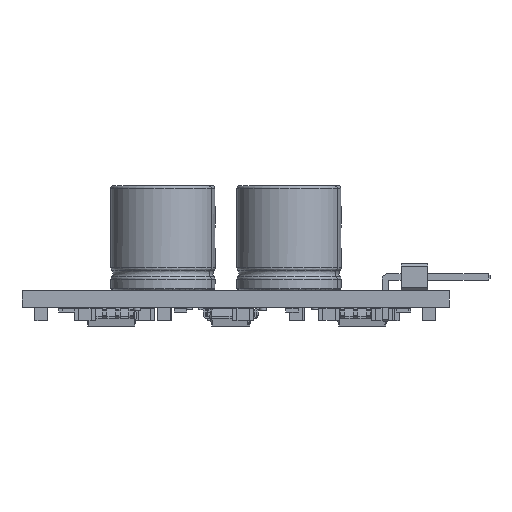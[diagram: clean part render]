
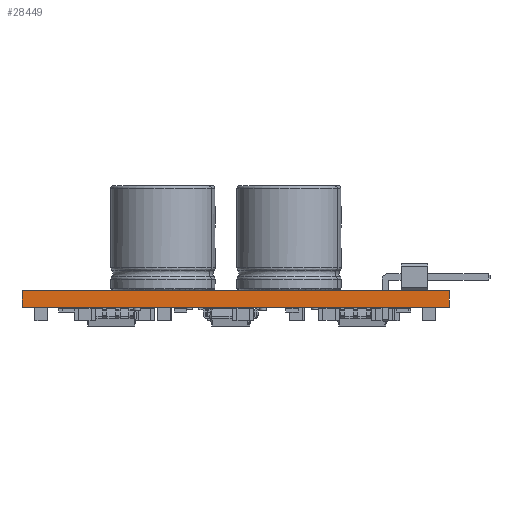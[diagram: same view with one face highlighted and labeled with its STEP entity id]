
A CAD part, front view. The second image highlights one B-rep face of the part: STEP entity #28449.
In plain terms, the highlighted planar face has unit normal (0, -1, 0).
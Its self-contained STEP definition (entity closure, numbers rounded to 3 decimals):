
#25360 = PLANE('',#25361);
#25361 = AXIS2_PLACEMENT_3D('',#25362,#25363,#25364);
#25362 = CARTESIAN_POINT('',(126.6,-131.9,0.));
#25363 = DIRECTION('',(-1.,0.,0.));
#25364 = DIRECTION('',(0.,1.,0.));
#25388 = PLANE('',#25389);
#25389 = AXIS2_PLACEMENT_3D('',#25390,#25391,#25392);
#25390 = CARTESIAN_POINT('',(147.088,-96.158,1.6));
#25391 = DIRECTION('',(0.,0.,-1.));
#25392 = DIRECTION('',(-1.,0.,0.));
#25416 = PLANE('',#25417);
#25417 = AXIS2_PLACEMENT_3D('',#25418,#25419,#25420);
#25418 = CARTESIAN_POINT('',(167.55,-60.4,0.));
#25419 = DIRECTION('',(1.,0.001,0.));
#25420 = DIRECTION('',(0.001,-1.,0.));
#25442 = PLANE('',#25443);
#25443 = AXIS2_PLACEMENT_3D('',#25444,#25445,#25446);
#25444 = CARTESIAN_POINT('',(147.088,-96.158,0.));
#25445 = DIRECTION('',(0.,0.,-1.));
#25446 = DIRECTION('',(-1.,0.,0.));
#25457 = EDGE_CURVE('',#25458,#25460,#25462,.T.);
#25458 = VERTEX_POINT('',#25459);
#25459 = CARTESIAN_POINT('',(126.6,-131.9,0.));
#25460 = VERTEX_POINT('',#25461);
#25461 = CARTESIAN_POINT('',(126.6,-131.9,1.6));
#25462 = SURFACE_CURVE('',#25463,(#25467,#25474),.PCURVE_S1.);
#25463 = LINE('',#25464,#25465);
#25464 = CARTESIAN_POINT('',(126.6,-131.9,0.));
#25465 = VECTOR('',#25466,1.);
#25466 = DIRECTION('',(0.,0.,1.));
#25467 = PCURVE('',#25360,#25468);
#25468 = DEFINITIONAL_REPRESENTATION('',(#25469),#25473);
#25469 = LINE('',#25470,#25471);
#25470 = CARTESIAN_POINT('',(0.,0.));
#25471 = VECTOR('',#25472,1.);
#25472 = DIRECTION('',(0.,-1.));
#25473 = ( GEOMETRIC_REPRESENTATION_CONTEXT(2) 
PARAMETRIC_REPRESENTATION_CONTEXT() REPRESENTATION_CONTEXT('2D SPACE',''
  ) );
#25474 = PCURVE('',#25475,#25480);
#25475 = PLANE('',#25476);
#25476 = AXIS2_PLACEMENT_3D('',#25477,#25478,#25479);
#25477 = CARTESIAN_POINT('',(167.6,-131.9,0.));
#25478 = DIRECTION('',(0.,-1.,0.));
#25479 = DIRECTION('',(-1.,0.,0.));
#25480 = DEFINITIONAL_REPRESENTATION('',(#25481),#25485);
#25481 = LINE('',#25482,#25483);
#25482 = CARTESIAN_POINT('',(41.,0.));
#25483 = VECTOR('',#25484,1.);
#25484 = DIRECTION('',(0.,-1.));
#25485 = ( GEOMETRIC_REPRESENTATION_CONTEXT(2) 
PARAMETRIC_REPRESENTATION_CONTEXT() REPRESENTATION_CONTEXT('2D SPACE',''
  ) );
#25535 = VERTEX_POINT('',#25536);
#25536 = CARTESIAN_POINT('',(167.6,-131.9,1.6));
#25557 = EDGE_CURVE('',#25558,#25535,#25560,.T.);
#25558 = VERTEX_POINT('',#25559);
#25559 = CARTESIAN_POINT('',(167.6,-131.9,0.));
#25560 = SURFACE_CURVE('',#25561,(#25565,#25572),.PCURVE_S1.);
#25561 = LINE('',#25562,#25563);
#25562 = CARTESIAN_POINT('',(167.6,-131.9,0.));
#25563 = VECTOR('',#25564,1.);
#25564 = DIRECTION('',(0.,0.,1.));
#25565 = PCURVE('',#25416,#25566);
#25566 = DEFINITIONAL_REPRESENTATION('',(#25567),#25571);
#25567 = LINE('',#25568,#25569);
#25568 = CARTESIAN_POINT('',(71.5,0.));
#25569 = VECTOR('',#25570,1.);
#25570 = DIRECTION('',(0.,-1.));
#25571 = ( GEOMETRIC_REPRESENTATION_CONTEXT(2) 
PARAMETRIC_REPRESENTATION_CONTEXT() REPRESENTATION_CONTEXT('2D SPACE',''
  ) );
#25572 = PCURVE('',#25475,#25573);
#25573 = DEFINITIONAL_REPRESENTATION('',(#25574),#25578);
#25574 = LINE('',#25575,#25576);
#25575 = CARTESIAN_POINT('',(0.,0.));
#25576 = VECTOR('',#25577,1.);
#25577 = DIRECTION('',(0.,-1.));
#25578 = ( GEOMETRIC_REPRESENTATION_CONTEXT(2) 
PARAMETRIC_REPRESENTATION_CONTEXT() REPRESENTATION_CONTEXT('2D SPACE',''
  ) );
#25606 = EDGE_CURVE('',#25558,#25458,#25607,.T.);
#25607 = SURFACE_CURVE('',#25608,(#25612,#25619),.PCURVE_S1.);
#25608 = LINE('',#25609,#25610);
#25609 = CARTESIAN_POINT('',(167.6,-131.9,0.));
#25610 = VECTOR('',#25611,1.);
#25611 = DIRECTION('',(-1.,0.,0.));
#25612 = PCURVE('',#25442,#25613);
#25613 = DEFINITIONAL_REPRESENTATION('',(#25614),#25618);
#25614 = LINE('',#25615,#25616);
#25615 = CARTESIAN_POINT('',(-20.512,-35.742));
#25616 = VECTOR('',#25617,1.);
#25617 = DIRECTION('',(1.,0.));
#25618 = ( GEOMETRIC_REPRESENTATION_CONTEXT(2) 
PARAMETRIC_REPRESENTATION_CONTEXT() REPRESENTATION_CONTEXT('2D SPACE',''
  ) );
#25619 = PCURVE('',#25475,#25620);
#25620 = DEFINITIONAL_REPRESENTATION('',(#25621),#25625);
#25621 = LINE('',#25622,#25623);
#25622 = CARTESIAN_POINT('',(0.,0.));
#25623 = VECTOR('',#25624,1.);
#25624 = DIRECTION('',(1.,0.));
#25625 = ( GEOMETRIC_REPRESENTATION_CONTEXT(2) 
PARAMETRIC_REPRESENTATION_CONTEXT() REPRESENTATION_CONTEXT('2D SPACE',''
  ) );
#27138 = EDGE_CURVE('',#25535,#25460,#27139,.T.);
#27139 = SURFACE_CURVE('',#27140,(#27144,#27151),.PCURVE_S1.);
#27140 = LINE('',#27141,#27142);
#27141 = CARTESIAN_POINT('',(167.6,-131.9,1.6));
#27142 = VECTOR('',#27143,1.);
#27143 = DIRECTION('',(-1.,0.,0.));
#27144 = PCURVE('',#25388,#27145);
#27145 = DEFINITIONAL_REPRESENTATION('',(#27146),#27150);
#27146 = LINE('',#27147,#27148);
#27147 = CARTESIAN_POINT('',(-20.512,-35.742));
#27148 = VECTOR('',#27149,1.);
#27149 = DIRECTION('',(1.,0.));
#27150 = ( GEOMETRIC_REPRESENTATION_CONTEXT(2) 
PARAMETRIC_REPRESENTATION_CONTEXT() REPRESENTATION_CONTEXT('2D SPACE',''
  ) );
#27151 = PCURVE('',#25475,#27152);
#27152 = DEFINITIONAL_REPRESENTATION('',(#27153),#27157);
#27153 = LINE('',#27154,#27155);
#27154 = CARTESIAN_POINT('',(0.,-1.6));
#27155 = VECTOR('',#27156,1.);
#27156 = DIRECTION('',(1.,0.));
#27157 = ( GEOMETRIC_REPRESENTATION_CONTEXT(2) 
PARAMETRIC_REPRESENTATION_CONTEXT() REPRESENTATION_CONTEXT('2D SPACE',''
  ) );
#28449 = ADVANCED_FACE('',(#28450),#25475,.T.);
#28450 = FACE_BOUND('',#28451,.T.);
#28451 = EDGE_LOOP('',(#28452,#28453,#28454,#28455));
#28452 = ORIENTED_EDGE('',*,*,#25557,.T.);
#28453 = ORIENTED_EDGE('',*,*,#27138,.T.);
#28454 = ORIENTED_EDGE('',*,*,#25457,.F.);
#28455 = ORIENTED_EDGE('',*,*,#25606,.F.);
